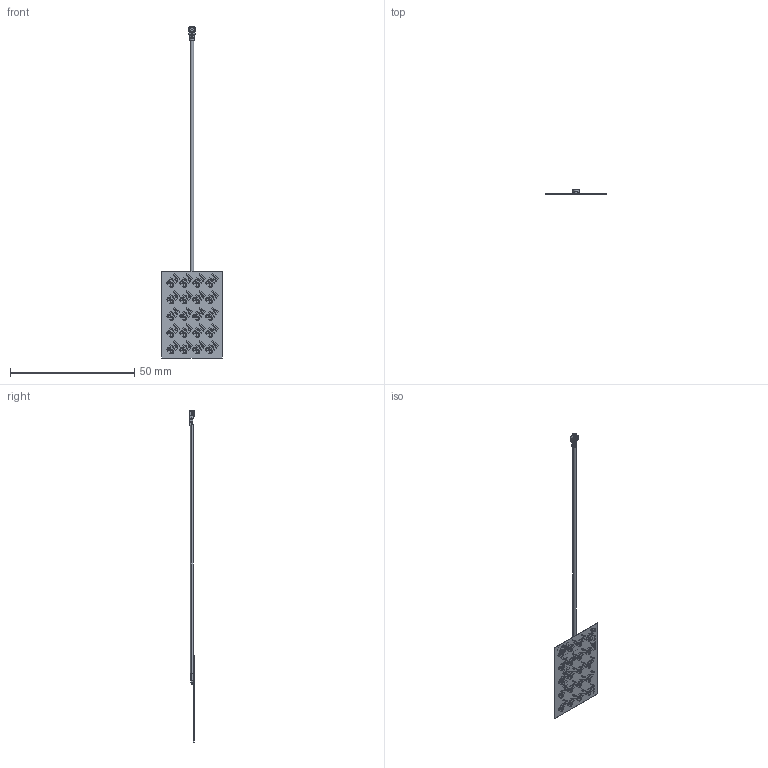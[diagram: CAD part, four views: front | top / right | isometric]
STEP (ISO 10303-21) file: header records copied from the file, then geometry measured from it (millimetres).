
FILE_DESCRIPTION (( 'STEP AP214' ), '1' );
FILE_NAME ('FXUWB10.07.0100C_web.STEP', '2022-03-15T16:52:35', ( '' ), ( '' ), 'SwSTEP 2.0', 'SolidWorks 2018', '' );
FILE_SCHEMA (( 'AUTOMOTIVE_DESIGN' ));
Length unit declared in the file: millimetre
Products named in the file (1): FXUWB10.07.0100C_web
Bounding box: 24.5 x 2.01 x 133.55 mm (x, y, z)
Surface area: 2276.5 mm2 (no closed solid volume)
Topology: 0 solids, 72 shells, 440 faces, 3743 edges, 3304 vertices
Faces by surface type: plane 314, bspline 74, cylinder 48, torus 4
Entity records: 51164 total; most frequent: CARTESIAN_POINT 23801, ORIENTED_EDGE 4406, EDGE_CURVE 3743, VERTEX_POINT 3304, DIRECTION 2973, LINE 1913, VECTOR 1913, B_SPLINE_CURVE_WITH_KNOTS 1450
